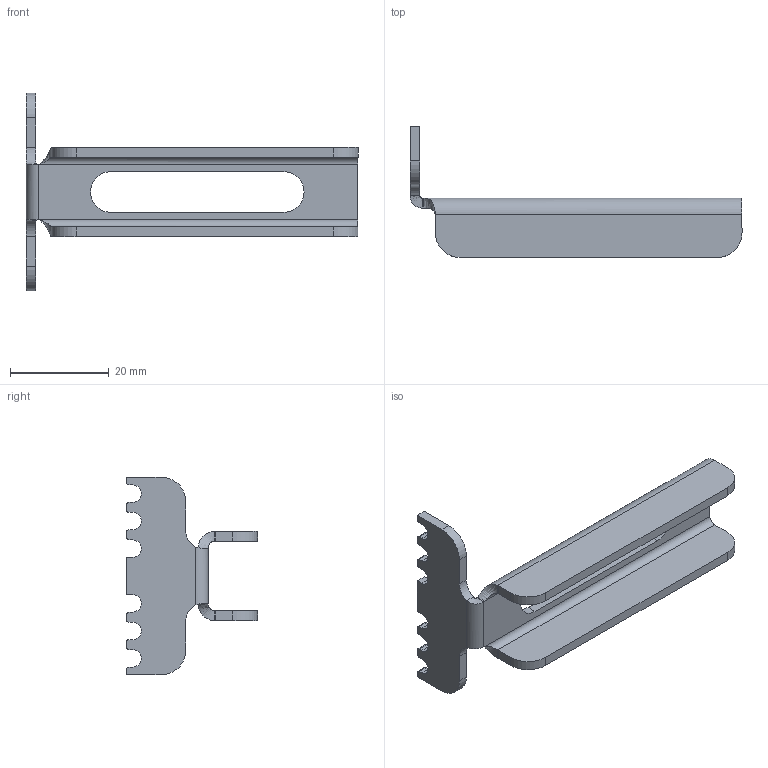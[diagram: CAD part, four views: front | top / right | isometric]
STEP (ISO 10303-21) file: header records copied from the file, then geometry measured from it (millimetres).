
FILE_DESCRIPTION (( 'STEP AP203' ), '1' );
FILE_NAME ('Clamp_lower_part_MG.STEP', '2017-10-13T09:02:32', ( '' ), ( '' ), 'SwSTEP 2.0', 'SolidWorks 2017', '' );
FILE_SCHEMA (( 'CONFIG_CONTROL_DESIGN' ));
Length unit declared in the file: millimetre
Products named in the file (1): Clamp_lower_part_MG
Bounding box: 67.14 x 26.5 x 40 mm (x, y, z)
Volume: 4742.7 mm3; surface area: 5529.5 mm2
Topology: 1 solids, 1 shells, 82 faces, 216 edges, 136 vertices
Faces by surface type: plane 42, cylinder 36, bspline 4
Entity records: 2771 total; most frequent: CARTESIAN_POINT 657, ORIENTED_EDGE 432, DIRECTION 422, EDGE_CURVE 216, AXIS2_PLACEMENT_3D 143, VECTOR 136, VERTEX_POINT 136, LINE 136
